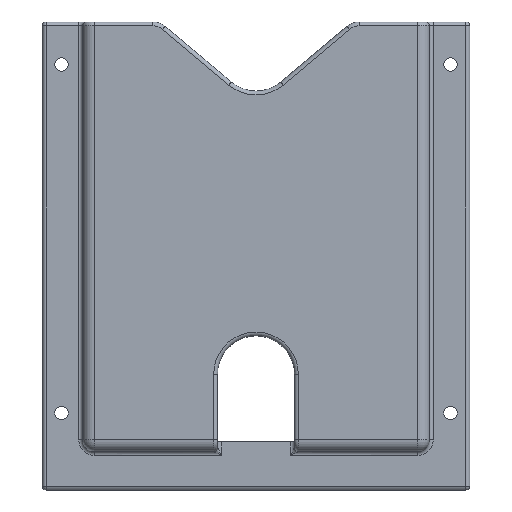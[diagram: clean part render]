
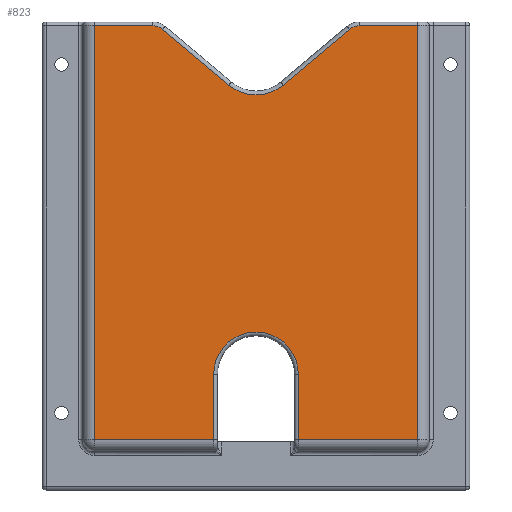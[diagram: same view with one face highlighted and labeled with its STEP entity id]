
A CAD part, top view. The second image highlights one B-rep face of the part: STEP entity #823.
In plain terms, the highlighted planar face has unit normal (0, 0, 1).
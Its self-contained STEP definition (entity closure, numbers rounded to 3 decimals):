
#36 = DIRECTION ( 'NONE',  ( 1., 0., 0. ) ) ;
#49 = ORIENTED_EDGE ( 'NONE', *, *, #1635, .T. ) ;
#72 = CARTESIAN_POINT ( 'NONE',  ( 11., 0., 12.5 ) ) ;
#151 = ORIENTED_EDGE ( 'NONE', *, *, #2188, .T. ) ;
#192 = CARTESIAN_POINT ( 'NONE',  ( 0., 0., 12.5 ) ) ;
#221 = CARTESIAN_POINT ( 'NONE',  ( -42., 120.5, 12.5 ) ) ;
#234 = ORIENTED_EDGE ( 'NONE', *, *, #1020, .T. ) ;
#241 = CARTESIAN_POINT ( 'NONE',  ( 0., 113.56, 12.5 ) ) ;
#257 = AXIS2_PLACEMENT_3D ( 'NONE', #192, #2691, #2404 ) ;
#320 = ORIENTED_EDGE ( 'NONE', *, *, #1423, .T. ) ;
#321 = EDGE_CURVE ( 'NONE', #1690, #1716, #2663, .T. ) ;
#329 = CARTESIAN_POINT ( 'NONE',  ( 45., 13., 12.5 ) ) ;
#363 = LINE ( 'NONE', #72, #520 ) ;
#422 = VERTEX_POINT ( 'NONE', #983 ) ;
#481 = PLANE ( 'NONE',  #257 ) ;
#494 = VERTEX_POINT ( 'NONE', #1930 ) ;
#497 = CARTESIAN_POINT ( 'NONE',  ( 42., 120.5, 12.5 ) ) ;
#511 = LINE ( 'NONE', #221, #1758 ) ;
#515 = DIRECTION ( 'NONE',  ( 0., -1., 0. ) ) ;
#520 = VECTOR ( 'NONE', #2574, 1000. ) ;
#528 = VECTOR ( 'NONE', #36, 1000. ) ;
#530 = CARTESIAN_POINT ( 'NONE',  ( 24.249, 119.563, 12.5 ) ) ;
#598 = EDGE_LOOP ( 'NONE', ( #1615, #151, #1235, #49, #234, #2297, #1639, #1864, #1267, #320, #1072, #643, #727, #2092 ) ) ;
#614 = VERTEX_POINT ( 'NONE', #1825 ) ;
#624 = LINE ( 'NONE', #329, #528 ) ;
#643 = ORIENTED_EDGE ( 'NONE', *, *, #2228, .T. ) ;
#656 = CIRCLE ( 'NONE', #1039, 4. ) ;
#720 = EDGE_CURVE ( 'NONE', #614, #1690, #2141, .T. ) ;
#727 = ORIENTED_EDGE ( 'NONE', *, *, #776, .T. ) ;
#739 = AXIS2_PLACEMENT_3D ( 'NONE', #241, #2741, #2456 ) ;
#747 = VECTOR ( 'NONE', #1684, 1000. ) ;
#749 = CARTESIAN_POINT ( 'NONE',  ( -24.249, 119.563, 12.5 ) ) ;
#776 = EDGE_CURVE ( 'NONE', #2208, #422, #624, .T. ) ;
#813 = CARTESIAN_POINT ( 'NONE',  ( -26.821, 116.5, 12.5 ) ) ;
#817 = CARTESIAN_POINT ( 'NONE',  ( -42., 10., 12.5 ) ) ;
#823 = ADVANCED_FACE ( 'NONE', ( #1182 ), #481, .T. ) ;
#854 = VECTOR ( 'NONE', #2091, 1000. ) ;
#893 = CIRCLE ( 'NONE', #1828, 4. ) ;
#901 = AXIS2_PLACEMENT_3D ( 'NONE', #1542, #1257, #972 ) ;
#902 = EDGE_CURVE ( 'NONE', #1932, #2653, #656, .T. ) ;
#972 = DIRECTION ( 'NONE',  ( 1., 0., 0. ) ) ;
#983 = CARTESIAN_POINT ( 'NONE',  ( -11., 13., 12.5 ) ) ;
#1020 = EDGE_CURVE ( 'NONE', #2460, #1932, #2217, .T. ) ;
#1039 = AXIS2_PLACEMENT_3D ( 'NONE', #2271, #1994, #1728 ) ;
#1043 = DIRECTION ( 'NONE',  ( -0.766, -0.643, 0. ) ) ;
#1072 = ORIENTED_EDGE ( 'NONE', *, *, #1416, .T. ) ;
#1090 = LINE ( 'NONE', #817, #1097 ) ;
#1097 = VECTOR ( 'NONE', #515, 1000. ) ;
#1104 = CIRCLE ( 'NONE', #901, 11. ) ;
#1158 = CARTESIAN_POINT ( 'NONE',  ( -42., 13., 12.5 ) ) ;
#1173 = EDGE_CURVE ( 'NONE', #2653, #614, #1626, .T. ) ;
#1182 = FACE_OUTER_BOUND ( 'NONE', #598, .T. ) ;
#1235 = ORIENTED_EDGE ( 'NONE', *, *, #1835, .T. ) ;
#1257 = DIRECTION ( 'NONE',  ( 0., 0., -1. ) ) ;
#1267 = ORIENTED_EDGE ( 'NONE', *, *, #321, .T. ) ;
#1289 = VERTEX_POINT ( 'NONE', #1787 ) ;
#1310 = DIRECTION ( 'NONE',  ( 1., 0., 0. ) ) ;
#1330 = CARTESIAN_POINT ( 'NONE',  ( -48.853, 58.158, 12.5 ) ) ;
#1364 = CARTESIAN_POINT ( 'NONE',  ( -42., 120.5, 12.5 ) ) ;
#1397 = CARTESIAN_POINT ( 'NONE',  ( 11., 30., 12.5 ) ) ;
#1416 = EDGE_CURVE ( 'NONE', #1289, #2079, #511, .T. ) ;
#1419 = EDGE_CURVE ( 'NONE', #422, #494, #2434, .T. ) ;
#1423 = EDGE_CURVE ( 'NONE', #1716, #1289, #893, .T. ) ;
#1507 = VERTEX_POINT ( 'NONE', #1397 ) ;
#1542 = CARTESIAN_POINT ( 'NONE',  ( 0., 30., 12.5 ) ) ;
#1570 = EDGE_CURVE ( 'NONE', #494, #1507, #1104, .T. ) ;
#1605 = DIRECTION ( 'NONE',  ( 0., 0., 1. ) ) ;
#1615 = ORIENTED_EDGE ( 'NONE', *, *, #1570, .T. ) ;
#1626 = LINE ( 'NONE', #1330, #1968 ) ;
#1635 = EDGE_CURVE ( 'NONE', #2759, #2460, #2425, .T. ) ;
#1639 = ORIENTED_EDGE ( 'NONE', *, *, #1173, .T. ) ;
#1684 = DIRECTION ( 'NONE',  ( -1., 0., 0. ) ) ;
#1690 = VERTEX_POINT ( 'NONE', #1947 ) ;
#1716 = VERTEX_POINT ( 'NONE', #749 ) ;
#1728 = DIRECTION ( 'NONE',  ( 1., 0., 0. ) ) ;
#1758 = VECTOR ( 'NONE', #2720, 1000. ) ;
#1787 = CARTESIAN_POINT ( 'NONE',  ( -26.821, 120.5, 12.5 ) ) ;
#1825 = CARTESIAN_POINT ( 'NONE',  ( 7.075, 105.137, 12.5 ) ) ;
#1828 = AXIS2_PLACEMENT_3D ( 'NONE', #813, #1605, #1310 ) ;
#1835 = EDGE_CURVE ( 'NONE', #2397, #2759, #2742, .T. ) ;
#1864 = ORIENTED_EDGE ( 'NONE', *, *, #720, .T. ) ;
#1873 = DIRECTION ( 'NONE',  ( 0., 1., 0. ) ) ;
#1879 = DIRECTION ( 'NONE',  ( 0., 1., 0. ) ) ;
#1889 = VECTOR ( 'NONE', #1879, 1000. ) ;
#1930 = CARTESIAN_POINT ( 'NONE',  ( -11., 30., 12.5 ) ) ;
#1932 = VERTEX_POINT ( 'NONE', #2252 ) ;
#1943 = CARTESIAN_POINT ( 'NONE',  ( 26.821, 120.5, 12.5 ) ) ;
#1947 = CARTESIAN_POINT ( 'NONE',  ( -7.075, 105.137, 12.5 ) ) ;
#1968 = VECTOR ( 'NONE', #1043, 1000. ) ;
#1994 = DIRECTION ( 'NONE',  ( 0., 0., 1. ) ) ;
#2079 = VERTEX_POINT ( 'NONE', #1364 ) ;
#2091 = DIRECTION ( 'NONE',  ( -0.766, 0.643, 0. ) ) ;
#2092 = ORIENTED_EDGE ( 'NONE', *, *, #1419, .T. ) ;
#2109 = VECTOR ( 'NONE', #1873, 1000. ) ;
#2123 = VECTOR ( 'NONE', #2169, 1000. ) ;
#2137 = CARTESIAN_POINT ( 'NONE',  ( 42., 121.5, 12.5 ) ) ;
#2141 = CIRCLE ( 'NONE', #739, 11. ) ;
#2146 = CARTESIAN_POINT ( 'NONE',  ( -11., 0., 12.5 ) ) ;
#2169 = DIRECTION ( 'NONE',  ( 1., 0., 0. ) ) ;
#2188 = EDGE_CURVE ( 'NONE', #1507, #2397, #363, .T. ) ;
#2208 = VERTEX_POINT ( 'NONE', #1158 ) ;
#2217 = LINE ( 'NONE', #1943, #747 ) ;
#2228 = EDGE_CURVE ( 'NONE', #2079, #2208, #1090, .T. ) ;
#2252 = CARTESIAN_POINT ( 'NONE',  ( 26.821, 120.5, 12.5 ) ) ;
#2271 = CARTESIAN_POINT ( 'NONE',  ( 26.821, 116.5, 12.5 ) ) ;
#2297 = ORIENTED_EDGE ( 'NONE', *, *, #902, .T. ) ;
#2377 = CARTESIAN_POINT ( 'NONE',  ( 48.853, 58.158, 12.5 ) ) ;
#2397 = VERTEX_POINT ( 'NONE', #2690 ) ;
#2404 = DIRECTION ( 'NONE',  ( 1., 0., 0. ) ) ;
#2425 = LINE ( 'NONE', #2137, #2109 ) ;
#2434 = LINE ( 'NONE', #2146, #1889 ) ;
#2456 = DIRECTION ( 'NONE',  ( 1., 0., 0. ) ) ;
#2457 = CARTESIAN_POINT ( 'NONE',  ( 45., 13., 12.5 ) ) ;
#2460 = VERTEX_POINT ( 'NONE', #497 ) ;
#2574 = DIRECTION ( 'NONE',  ( 0., -1., 0. ) ) ;
#2619 = CARTESIAN_POINT ( 'NONE',  ( 42., 13., 12.5 ) ) ;
#2653 = VERTEX_POINT ( 'NONE', #530 ) ;
#2663 = LINE ( 'NONE', #2377, #854 ) ;
#2690 = CARTESIAN_POINT ( 'NONE',  ( 11., 13., 12.5 ) ) ;
#2691 = DIRECTION ( 'NONE',  ( 0., 0., 1. ) ) ;
#2720 = DIRECTION ( 'NONE',  ( -1., 0., 0. ) ) ;
#2741 = DIRECTION ( 'NONE',  ( 0., 0., -1. ) ) ;
#2742 = LINE ( 'NONE', #2457, #2123 ) ;
#2759 = VERTEX_POINT ( 'NONE', #2619 ) ;
